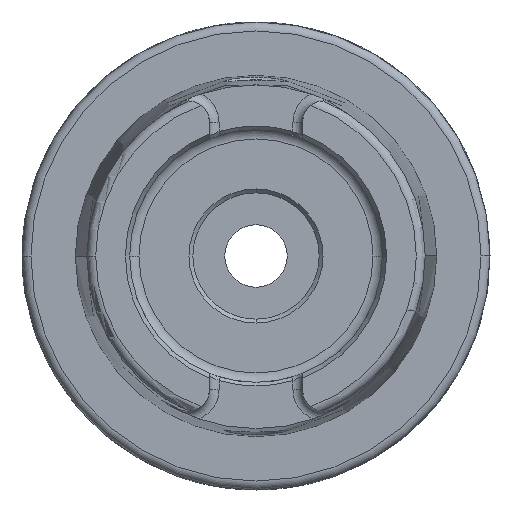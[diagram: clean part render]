
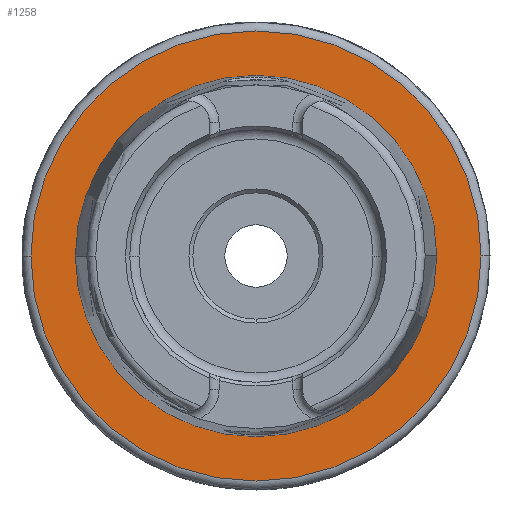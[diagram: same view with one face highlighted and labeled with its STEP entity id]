
A CAD part, left-side view. The second image highlights one B-rep face of the part: STEP entity #1258.
In plain terms, the highlighted planar face has unit normal (-1, 0, 0).
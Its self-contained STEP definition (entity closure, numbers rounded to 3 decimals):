
#78 = DIRECTION ( 'NONE',  ( 1., 0., 0. ) ) ;
#97 = CARTESIAN_POINT ( 'NONE',  ( 0., 0., 0. ) ) ;
#121 = ORIENTED_EDGE ( 'NONE', *, *, #1250, .F. ) ;
#227 = CARTESIAN_POINT ( 'NONE',  ( 0., -24.321, 0. ) ) ;
#460 = VERTEX_POINT ( 'NONE', #227 ) ;
#482 = ORIENTED_EDGE ( 'NONE', *, *, #1005, .T. ) ;
#484 = DIRECTION ( 'NONE',  ( 0., 1., 0. ) ) ;
#646 = DIRECTION ( 'NONE',  ( 0., 1., 0. ) ) ;
#705 = CARTESIAN_POINT ( 'NONE',  ( 0., 30.3, 0. ) ) ;
#742 = EDGE_CURVE ( 'NONE', #460, #1264, #1799, .T. ) ;
#1005 = EDGE_CURVE ( 'NONE', #1264, #460, #2596, .T. ) ;
#1007 = DIRECTION ( 'NONE',  ( 0., -1., 0. ) ) ;
#1250 = EDGE_CURVE ( 'NONE', #3022, #6112, #3030, .T. ) ;
#1258 = ADVANCED_FACE ( 'NONE', ( #4457, #5912 ), #3168, .T. ) ;
#1264 = VERTEX_POINT ( 'NONE', #6418 ) ;
#1434 = AXIS2_PLACEMENT_3D ( 'NONE', #1522, #4267, #1007 ) ;
#1522 = CARTESIAN_POINT ( 'NONE',  ( 0., 24.321, 0. ) ) ;
#1561 = AXIS2_PLACEMENT_3D ( 'NONE', #5298, #2033, #5833 ) ;
#1651 = EDGE_CURVE ( 'NONE', #6112, #3022, #6573, .T. ) ;
#1799 = CIRCLE ( 'NONE', #4261, 24.321 ) ;
#2033 = DIRECTION ( 'NONE',  ( 1., 0., 0. ) ) ;
#2596 = CIRCLE ( 'NONE', #1561, 24.321 ) ;
#3022 = VERTEX_POINT ( 'NONE', #4238 ) ;
#3030 = CIRCLE ( 'NONE', #7013, 30.3 ) ;
#3168 = PLANE ( 'NONE',  #1434 ) ;
#3169 = ORIENTED_EDGE ( 'NONE', *, *, #1651, .F. ) ;
#3265 = ORIENTED_EDGE ( 'NONE', *, *, #742, .T. ) ;
#3322 = CARTESIAN_POINT ( 'NONE',  ( 0., 0., 0. ) ) ;
#3708 = DIRECTION ( 'NONE',  ( 1., 0., 0. ) ) ;
#3870 = DIRECTION ( 'NONE',  ( 0., 1., 0. ) ) ;
#3878 = EDGE_LOOP ( 'NONE', ( #3169, #121 ) ) ;
#3886 = DIRECTION ( 'NONE',  ( 1., 0., 0. ) ) ;
#4219 = AXIS2_PLACEMENT_3D ( 'NONE', #3322, #78, #3870 ) ;
#4238 = CARTESIAN_POINT ( 'NONE',  ( 0., -30.3, 0. ) ) ;
#4261 = AXIS2_PLACEMENT_3D ( 'NONE', #97, #3886, #646 ) ;
#4267 = DIRECTION ( 'NONE',  ( -1., 0., 0. ) ) ;
#4457 = FACE_BOUND ( 'NONE', #5964, .T. ) ;
#5298 = CARTESIAN_POINT ( 'NONE',  ( 0., 0., 0. ) ) ;
#5833 = DIRECTION ( 'NONE',  ( 0., 1., 0. ) ) ;
#5912 = FACE_OUTER_BOUND ( 'NONE', #3878, .T. ) ;
#5964 = EDGE_LOOP ( 'NONE', ( #482, #3265 ) ) ;
#6112 = VERTEX_POINT ( 'NONE', #705 ) ;
#6418 = CARTESIAN_POINT ( 'NONE',  ( 0., 24.321, 0. ) ) ;
#6573 = CIRCLE ( 'NONE', #4219, 30.3 ) ;
#6960 = CARTESIAN_POINT ( 'NONE',  ( 0., 0., 0. ) ) ;
#7013 = AXIS2_PLACEMENT_3D ( 'NONE', #6960, #3708, #484 ) ;
